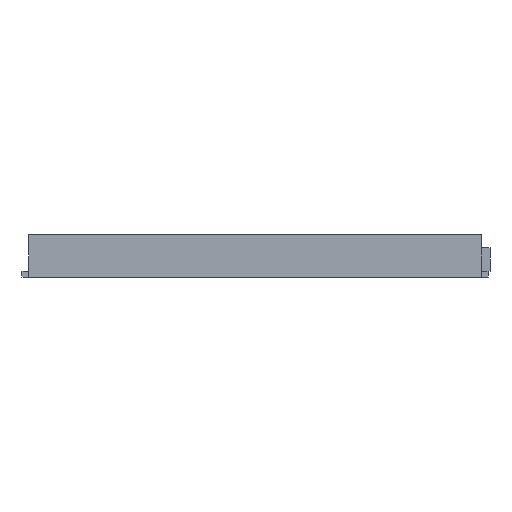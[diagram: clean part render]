
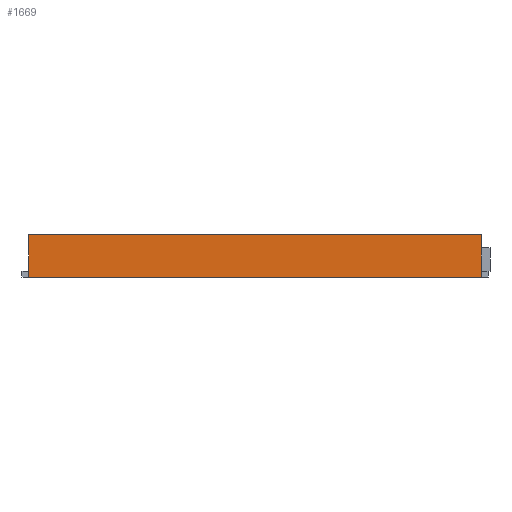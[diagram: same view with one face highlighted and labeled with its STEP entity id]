
A CAD part, front view. The second image highlights one B-rep face of the part: STEP entity #1669.
In plain terms, the highlighted planar face has unit normal (0, -1, 0).
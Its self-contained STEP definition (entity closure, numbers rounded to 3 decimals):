
#44 = PLANE('',#45);
#45 = AXIS2_PLACEMENT_3D('',#46,#47,#48);
#46 = CARTESIAN_POINT('',(0.,7.701,0.));
#47 = DIRECTION('',(-0.,-0.,-1.));
#48 = DIRECTION('',(-1.,0.,0.));
#100 = PLANE('',#101);
#101 = AXIS2_PLACEMENT_3D('',#102,#103,#104);
#102 = CARTESIAN_POINT('',(0.,7.701,1.44));
#103 = DIRECTION('',(-0.,-0.,-1.));
#104 = DIRECTION('',(-1.,0.,0.));
#395 = PLANE('',#396);
#396 = AXIS2_PLACEMENT_3D('',#397,#398,#399);
#397 = CARTESIAN_POINT('',(7.7,12.5,0.));
#398 = DIRECTION('',(1.,0.,0.));
#399 = DIRECTION('',(0.,-1.,0.));
#482 = VERTEX_POINT('',#483);
#483 = CARTESIAN_POINT('',(7.7,-0.5,0.));
#504 = EDGE_CURVE('',#482,#505,#507,.T.);
#505 = VERTEX_POINT('',#506);
#506 = CARTESIAN_POINT('',(-7.7,-0.5,0.));
#507 = SURFACE_CURVE('',#508,(#512,#519),.PCURVE_S1.);
#508 = LINE('',#509,#510);
#509 = CARTESIAN_POINT('',(7.7,-0.5,0.));
#510 = VECTOR('',#511,1.);
#511 = DIRECTION('',(-1.,0.,0.));
#512 = PCURVE('',#44,#513);
#513 = DEFINITIONAL_REPRESENTATION('',(#514),#518);
#514 = LINE('',#515,#516);
#515 = CARTESIAN_POINT('',(-7.7,-8.201));
#516 = VECTOR('',#517,1.);
#517 = DIRECTION('',(1.,0.));
#518 = ( GEOMETRIC_REPRESENTATION_CONTEXT(2) 
PARAMETRIC_REPRESENTATION_CONTEXT() REPRESENTATION_CONTEXT('2D SPACE',''
  ) );
#519 = PCURVE('',#520,#525);
#520 = PLANE('',#521);
#521 = AXIS2_PLACEMENT_3D('',#522,#523,#524);
#522 = CARTESIAN_POINT('',(7.7,-0.5,0.));
#523 = DIRECTION('',(0.,-1.,0.));
#524 = DIRECTION('',(-1.,0.,0.));
#525 = DEFINITIONAL_REPRESENTATION('',(#526),#530);
#526 = LINE('',#527,#528);
#527 = CARTESIAN_POINT('',(0.,-0.));
#528 = VECTOR('',#529,1.);
#529 = DIRECTION('',(1.,0.));
#530 = ( GEOMETRIC_REPRESENTATION_CONTEXT(2) 
PARAMETRIC_REPRESENTATION_CONTEXT() REPRESENTATION_CONTEXT('2D SPACE',''
  ) );
#548 = PLANE('',#549);
#549 = AXIS2_PLACEMENT_3D('',#550,#551,#552);
#550 = CARTESIAN_POINT('',(-7.7,12.5,0.));
#551 = DIRECTION('',(1.,0.,0.));
#552 = DIRECTION('',(0.,-1.,0.));
#1126 = VERTEX_POINT('',#1127);
#1127 = CARTESIAN_POINT('',(7.7,-0.5,1.44));
#1148 = EDGE_CURVE('',#1126,#1149,#1151,.T.);
#1149 = VERTEX_POINT('',#1150);
#1150 = CARTESIAN_POINT('',(-7.7,-0.5,1.44));
#1151 = SURFACE_CURVE('',#1152,(#1156,#1163),.PCURVE_S1.);
#1152 = LINE('',#1153,#1154);
#1153 = CARTESIAN_POINT('',(7.7,-0.5,1.44));
#1154 = VECTOR('',#1155,1.);
#1155 = DIRECTION('',(-1.,0.,0.));
#1156 = PCURVE('',#100,#1157);
#1157 = DEFINITIONAL_REPRESENTATION('',(#1158),#1162);
#1158 = LINE('',#1159,#1160);
#1159 = CARTESIAN_POINT('',(-7.7,-8.201));
#1160 = VECTOR('',#1161,1.);
#1161 = DIRECTION('',(1.,0.));
#1162 = ( GEOMETRIC_REPRESENTATION_CONTEXT(2) 
PARAMETRIC_REPRESENTATION_CONTEXT() REPRESENTATION_CONTEXT('2D SPACE',''
  ) );
#1163 = PCURVE('',#520,#1164);
#1164 = DEFINITIONAL_REPRESENTATION('',(#1165),#1169);
#1165 = LINE('',#1166,#1167);
#1166 = CARTESIAN_POINT('',(0.,-1.44));
#1167 = VECTOR('',#1168,1.);
#1168 = DIRECTION('',(1.,0.));
#1169 = ( GEOMETRIC_REPRESENTATION_CONTEXT(2) 
PARAMETRIC_REPRESENTATION_CONTEXT() REPRESENTATION_CONTEXT('2D SPACE',''
  ) );
#1534 = EDGE_CURVE('',#505,#1149,#1535,.T.);
#1535 = SURFACE_CURVE('',#1536,(#1540,#1547),.PCURVE_S1.);
#1536 = LINE('',#1537,#1538);
#1537 = CARTESIAN_POINT('',(-7.7,-0.5,0.));
#1538 = VECTOR('',#1539,1.);
#1539 = DIRECTION('',(0.,0.,1.));
#1540 = PCURVE('',#548,#1541);
#1541 = DEFINITIONAL_REPRESENTATION('',(#1542),#1546);
#1542 = LINE('',#1543,#1544);
#1543 = CARTESIAN_POINT('',(13.,0.));
#1544 = VECTOR('',#1545,1.);
#1545 = DIRECTION('',(0.,-1.));
#1546 = ( GEOMETRIC_REPRESENTATION_CONTEXT(2) 
PARAMETRIC_REPRESENTATION_CONTEXT() REPRESENTATION_CONTEXT('2D SPACE',''
  ) );
#1547 = PCURVE('',#520,#1548);
#1548 = DEFINITIONAL_REPRESENTATION('',(#1549),#1553);
#1549 = LINE('',#1550,#1551);
#1550 = CARTESIAN_POINT('',(15.4,0.));
#1551 = VECTOR('',#1552,1.);
#1552 = DIRECTION('',(0.,-1.));
#1553 = ( GEOMETRIC_REPRESENTATION_CONTEXT(2) 
PARAMETRIC_REPRESENTATION_CONTEXT() REPRESENTATION_CONTEXT('2D SPACE',''
  ) );
#1669 = ADVANCED_FACE('',(#1670),#520,.T.);
#1670 = FACE_BOUND('',#1671,.T.);
#1671 = EDGE_LOOP('',(#1672,#1693,#1694,#1695));
#1672 = ORIENTED_EDGE('',*,*,#1673,.T.);
#1673 = EDGE_CURVE('',#482,#1126,#1674,.T.);
#1674 = SURFACE_CURVE('',#1675,(#1679,#1686),.PCURVE_S1.);
#1675 = LINE('',#1676,#1677);
#1676 = CARTESIAN_POINT('',(7.7,-0.5,0.));
#1677 = VECTOR('',#1678,1.);
#1678 = DIRECTION('',(0.,0.,1.));
#1679 = PCURVE('',#520,#1680);
#1680 = DEFINITIONAL_REPRESENTATION('',(#1681),#1685);
#1681 = LINE('',#1682,#1683);
#1682 = CARTESIAN_POINT('',(0.,-0.));
#1683 = VECTOR('',#1684,1.);
#1684 = DIRECTION('',(0.,-1.));
#1685 = ( GEOMETRIC_REPRESENTATION_CONTEXT(2) 
PARAMETRIC_REPRESENTATION_CONTEXT() REPRESENTATION_CONTEXT('2D SPACE',''
  ) );
#1686 = PCURVE('',#395,#1687);
#1687 = DEFINITIONAL_REPRESENTATION('',(#1688),#1692);
#1688 = LINE('',#1689,#1690);
#1689 = CARTESIAN_POINT('',(13.,0.));
#1690 = VECTOR('',#1691,1.);
#1691 = DIRECTION('',(0.,-1.));
#1692 = ( GEOMETRIC_REPRESENTATION_CONTEXT(2) 
PARAMETRIC_REPRESENTATION_CONTEXT() REPRESENTATION_CONTEXT('2D SPACE',''
  ) );
#1693 = ORIENTED_EDGE('',*,*,#1148,.T.);
#1694 = ORIENTED_EDGE('',*,*,#1534,.F.);
#1695 = ORIENTED_EDGE('',*,*,#504,.F.);
